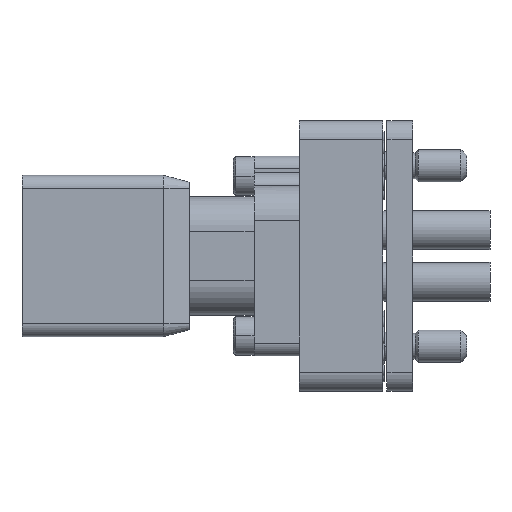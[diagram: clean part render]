
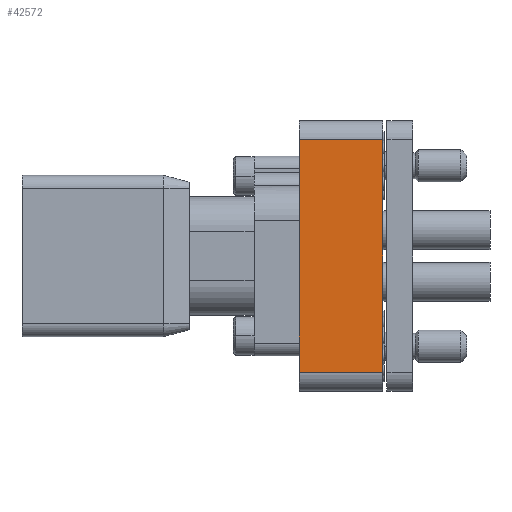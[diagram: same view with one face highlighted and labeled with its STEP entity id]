
A CAD part, left-side view. The second image highlights one B-rep face of the part: STEP entity #42572.
In plain terms, the highlighted planar face has unit normal (-1, 0, 0).
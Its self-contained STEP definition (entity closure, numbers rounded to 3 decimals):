
#1564 = VECTOR ( 'NONE', #38319, 1000. ) ;
#3449 = DIRECTION ( 'NONE',  ( 0., 1., 0. ) ) ;
#3584 = CARTESIAN_POINT ( 'NONE',  ( -5.75, 6.5, 0. ) ) ;
#4882 = EDGE_CURVE ( 'NONE', #28380, #25075, #13379, .T. ) ;
#6574 = EDGE_CURVE ( 'NONE', #37354, #42136, #38758, .T. ) ;
#6790 = VECTOR ( 'NONE', #34477, 1000. ) ;
#7036 = VECTOR ( 'NONE', #40610, 1000. ) ;
#7187 = CARTESIAN_POINT ( 'NONE',  ( -5.75, 0., 9. ) ) ;
#8761 = DIRECTION ( 'NONE',  ( 0., 1., 0. ) ) ;
#8899 = LINE ( 'NONE', #22349, #29513 ) ;
#11615 = CARTESIAN_POINT ( 'NONE',  ( -5.75, 6.5, -10.5 ) ) ;
#12051 = DIRECTION ( 'NONE',  ( 1., 0., 0. ) ) ;
#12148 = CARTESIAN_POINT ( 'NONE',  ( -5.75, 6.5, -9. ) ) ;
#12495 = FACE_OUTER_BOUND ( 'NONE', #37340, .T. ) ;
#13379 = LINE ( 'NONE', #36933, #22172 ) ;
#13626 = CARTESIAN_POINT ( 'NONE',  ( -5.75, 6.5, -6.75 ) ) ;
#15662 = EDGE_CURVE ( 'NONE', #28312, #18060, #23671, .T. ) ;
#16902 = CARTESIAN_POINT ( 'NONE',  ( -5.75, 6.5, 2.75 ) ) ;
#17542 = CARTESIAN_POINT ( 'NONE',  ( -5.75, 6.5, -10.5 ) ) ;
#18060 = VERTEX_POINT ( 'NONE', #13626 ) ;
#19296 = VECTOR ( 'NONE', #37714, 1000. ) ;
#20209 = EDGE_CURVE ( 'NONE', #28312, #25075, #37996, .T. ) ;
#21027 = CARTESIAN_POINT ( 'NONE',  ( -5.75, 0., -10.5 ) ) ;
#21373 = ORIENTED_EDGE ( 'NONE', *, *, #20209, .F. ) ;
#22172 = VECTOR ( 'NONE', #3449, 1000. ) ;
#22349 = CARTESIAN_POINT ( 'NONE',  ( -5.75, 6.5, -10.5 ) ) ;
#23129 = CARTESIAN_POINT ( 'NONE',  ( -5.75, 0., -9. ) ) ;
#23671 = LINE ( 'NONE', #3584, #19296 ) ;
#25075 = VERTEX_POINT ( 'NONE', #30107 ) ;
#25202 = DIRECTION ( 'NONE',  ( 0., 0., 1. ) ) ;
#25732 = PLANE ( 'NONE',  #28543 ) ;
#26330 = ORIENTED_EDGE ( 'NONE', *, *, #31001, .T. ) ;
#27460 = ORIENTED_EDGE ( 'NONE', *, *, #6574, .T. ) ;
#28312 = VERTEX_POINT ( 'NONE', #16902 ) ;
#28380 = VERTEX_POINT ( 'NONE', #7187 ) ;
#28543 = AXIS2_PLACEMENT_3D ( 'NONE', #11615, #12051, #8761 ) ;
#29513 = VECTOR ( 'NONE', #25202, 1000. ) ;
#29613 = EDGE_CURVE ( 'NONE', #37354, #18060, #8899, .T. ) ;
#30107 = CARTESIAN_POINT ( 'NONE',  ( -5.75, 6.5, 9. ) ) ;
#31001 = EDGE_CURVE ( 'NONE', #42136, #28380, #34230, .T. ) ;
#31318 = ORIENTED_EDGE ( 'NONE', *, *, #4882, .T. ) ;
#34230 = LINE ( 'NONE', #21027, #7036 ) ;
#34477 = DIRECTION ( 'NONE',  ( 0., 0., 1. ) ) ;
#36933 = CARTESIAN_POINT ( 'NONE',  ( -5.75, 6.5, 9. ) ) ;
#37340 = EDGE_LOOP ( 'NONE', ( #38512, #27460, #26330, #31318, #21373, #39384 ) ) ;
#37354 = VERTEX_POINT ( 'NONE', #12148 ) ;
#37714 = DIRECTION ( 'NONE',  ( 0., 0., -1. ) ) ;
#37996 = LINE ( 'NONE', #17542, #6790 ) ;
#38319 = DIRECTION ( 'NONE',  ( 0., -1., 0. ) ) ;
#38512 = ORIENTED_EDGE ( 'NONE', *, *, #29613, .F. ) ;
#38542 = CARTESIAN_POINT ( 'NONE',  ( -5.75, 6.5, -9. ) ) ;
#38758 = LINE ( 'NONE', #38542, #1564 ) ;
#39384 = ORIENTED_EDGE ( 'NONE', *, *, #15662, .T. ) ;
#40610 = DIRECTION ( 'NONE',  ( 0., 0., 1. ) ) ;
#42136 = VERTEX_POINT ( 'NONE', #23129 ) ;
#42572 = ADVANCED_FACE ( 'Defeature ausgef�hrt1_6', ( #12495 ), #25732, .F. ) ;
